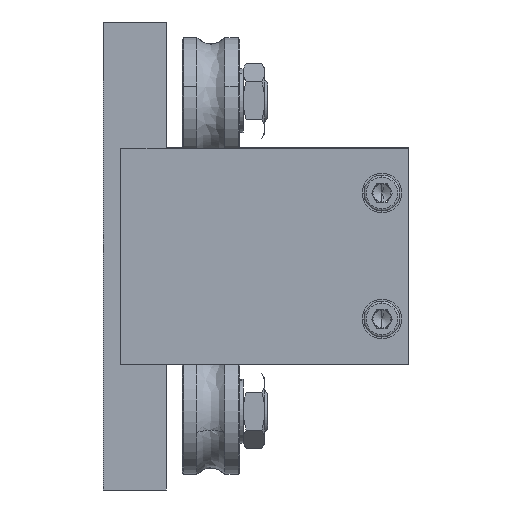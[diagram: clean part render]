
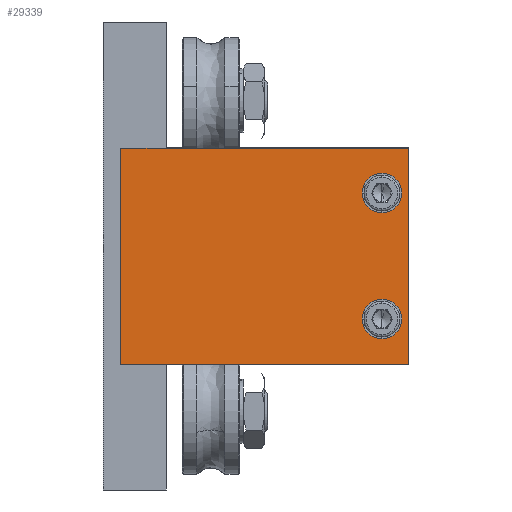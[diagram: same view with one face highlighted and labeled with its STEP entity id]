
A CAD part, left-side view. The second image highlights one B-rep face of the part: STEP entity #29339.
In plain terms, the highlighted planar face has unit normal (-1, 0, 0).
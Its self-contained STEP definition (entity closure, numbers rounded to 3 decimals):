
#1194 = CARTESIAN_POINT ( 'NONE',  ( -350., -37.5, 17.5 ) ) ;
#1717 = ORIENTED_EDGE ( 'NONE', *, *, #43414, .T. ) ;
#2167 = VECTOR ( 'NONE', #11688, 1000. ) ;
#3536 = CARTESIAN_POINT ( 'NONE',  ( -350., 35., -30. ) ) ;
#4504 = CIRCLE ( 'NONE', #35353, 5.5 ) ;
#4691 = CARTESIAN_POINT ( 'NONE',  ( -350., -45., -30. ) ) ;
#5561 = CARTESIAN_POINT ( 'NONE',  ( -350., -45., 30. ) ) ;
#6854 = CARTESIAN_POINT ( 'NONE',  ( -350., -37.5, 23. ) ) ;
#7282 = ORIENTED_EDGE ( 'NONE', *, *, #40388, .F. ) ;
#9378 = DIRECTION ( 'NONE',  ( 1., 0., 0. ) ) ;
#9660 = CARTESIAN_POINT ( 'NONE',  ( -350., -37.5, -12. ) ) ;
#9815 = FACE_BOUND ( 'NONE', #30531, .T. ) ;
#9913 = CARTESIAN_POINT ( 'NONE',  ( -350., 35., 30. ) ) ;
#10671 = DIRECTION ( 'NONE',  ( 0., 0., 1. ) ) ;
#11295 = EDGE_CURVE ( 'NONE', #12309, #37871, #13860, .T. ) ;
#11349 = DIRECTION ( 'NONE',  ( 0., 0., 1. ) ) ;
#11688 = DIRECTION ( 'NONE',  ( 0., 1., 0. ) ) ;
#12254 = VERTEX_POINT ( 'NONE', #30157 ) ;
#12309 = VERTEX_POINT ( 'NONE', #6854 ) ;
#12463 = ORIENTED_EDGE ( 'NONE', *, *, #24135, .F. ) ;
#13146 = AXIS2_PLACEMENT_3D ( 'NONE', #16458, #26588, #16675 ) ;
#13630 = PLANE ( 'NONE',  #40303 ) ;
#13860 = CIRCLE ( 'NONE', #13146, 5.5 ) ;
#14172 = ORIENTED_EDGE ( 'NONE', *, *, #35053, .F. ) ;
#14757 = CARTESIAN_POINT ( 'NONE',  ( -350., -37.5, 12. ) ) ;
#15418 = DIRECTION ( 'NONE',  ( 0., 0., 1. ) ) ;
#15850 = CIRCLE ( 'NONE', #37306, 5.5 ) ;
#16427 = ORIENTED_EDGE ( 'NONE', *, *, #28809, .F. ) ;
#16458 = CARTESIAN_POINT ( 'NONE',  ( -350., -37.5, 17.5 ) ) ;
#16675 = DIRECTION ( 'NONE',  ( 0., 0., 1. ) ) ;
#16745 = FACE_OUTER_BOUND ( 'NONE', #32256, .T. ) ;
#17418 = VERTEX_POINT ( 'NONE', #3536 ) ;
#18001 = VERTEX_POINT ( 'NONE', #9660 ) ;
#19012 = LINE ( 'NONE', #4691, #26451 ) ;
#20016 = LINE ( 'NONE', #31848, #2167 ) ;
#20919 = ORIENTED_EDGE ( 'NONE', *, *, #11295, .F. ) ;
#21893 = CARTESIAN_POINT ( 'NONE',  ( -350., -37.5, -17.5 ) ) ;
#22661 = VECTOR ( 'NONE', #23868, 1000. ) ;
#23112 = EDGE_CURVE ( 'NONE', #12254, #37323, #19012, .T. ) ;
#23868 = DIRECTION ( 'NONE',  ( 0., 1., 0. ) ) ;
#24135 = EDGE_CURVE ( 'NONE', #17418, #39904, #40879, .T. ) ;
#24535 = LINE ( 'NONE', #34603, #22661 ) ;
#26451 = VECTOR ( 'NONE', #15418, 1000. ) ;
#26588 = DIRECTION ( 'NONE',  ( -1., 0., 0. ) ) ;
#27177 = ORIENTED_EDGE ( 'NONE', *, *, #28593, .F. ) ;
#27526 = CARTESIAN_POINT ( 'NONE',  ( -350., -37.5, -17.5 ) ) ;
#28338 = EDGE_LOOP ( 'NONE', ( #27177, #14172 ) ) ;
#28593 = EDGE_CURVE ( 'NONE', #18001, #32980, #4504, .T. ) ;
#28809 = EDGE_CURVE ( 'NONE', #37871, #12309, #38864, .T. ) ;
#29339 = ADVANCED_FACE ( 'NONE', ( #9815, #33983, #16745 ), #13630, .F. ) ;
#29379 = VECTOR ( 'NONE', #33772, 1000. ) ;
#30157 = CARTESIAN_POINT ( 'NONE',  ( -350., -45., -30. ) ) ;
#30531 = EDGE_LOOP ( 'NONE', ( #20919, #16427 ) ) ;
#31483 = ORIENTED_EDGE ( 'NONE', *, *, #23112, .T. ) ;
#31848 = CARTESIAN_POINT ( 'NONE',  ( -350., 35., 30. ) ) ;
#32063 = DIRECTION ( 'NONE',  ( 0., 0., 1. ) ) ;
#32256 = EDGE_LOOP ( 'NONE', ( #1717, #12463, #7282, #31483 ) ) ;
#32980 = VERTEX_POINT ( 'NONE', #40802 ) ;
#33772 = DIRECTION ( 'NONE',  ( 0., 0., 1. ) ) ;
#33983 = FACE_BOUND ( 'NONE', #28338, .T. ) ;
#34132 = DIRECTION ( 'NONE',  ( -1., 0., 0. ) ) ;
#34603 = CARTESIAN_POINT ( 'NONE',  ( -350., 35., -30. ) ) ;
#34861 = DIRECTION ( 'NONE',  ( -1., 0., 0. ) ) ;
#35053 = EDGE_CURVE ( 'NONE', #32980, #18001, #15850, .T. ) ;
#35353 = AXIS2_PLACEMENT_3D ( 'NONE', #21893, #42861, #11349 ) ;
#35988 = AXIS2_PLACEMENT_3D ( 'NONE', #1194, #34132, #32063 ) ;
#37126 = DIRECTION ( 'NONE',  ( 0., -1., 0. ) ) ;
#37306 = AXIS2_PLACEMENT_3D ( 'NONE', #27526, #34861, #10671 ) ;
#37323 = VERTEX_POINT ( 'NONE', #5561 ) ;
#37871 = VERTEX_POINT ( 'NONE', #14757 ) ;
#38864 = CIRCLE ( 'NONE', #35988, 5.5 ) ;
#39904 = VERTEX_POINT ( 'NONE', #9913 ) ;
#40012 = CARTESIAN_POINT ( 'NONE',  ( -350., 35., -30. ) ) ;
#40234 = CARTESIAN_POINT ( 'NONE',  ( -350., 35., -30. ) ) ;
#40303 = AXIS2_PLACEMENT_3D ( 'NONE', #40012, #9378, #37126 ) ;
#40388 = EDGE_CURVE ( 'NONE', #12254, #17418, #24535, .T. ) ;
#40802 = CARTESIAN_POINT ( 'NONE',  ( -350., -37.5, -23. ) ) ;
#40879 = LINE ( 'NONE', #40234, #29379 ) ;
#42861 = DIRECTION ( 'NONE',  ( -1., 0., 0. ) ) ;
#43414 = EDGE_CURVE ( 'NONE', #37323, #39904, #20016, .T. ) ;
